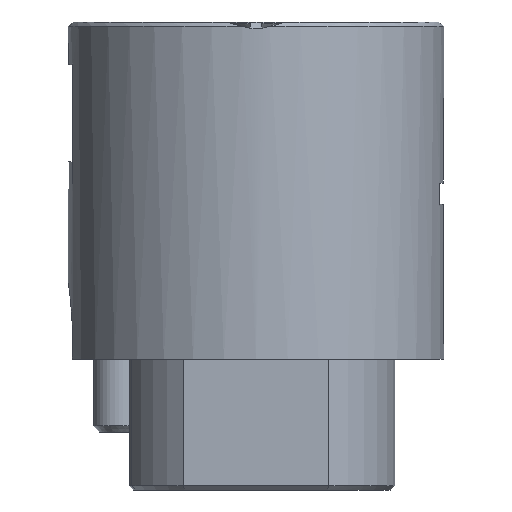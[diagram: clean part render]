
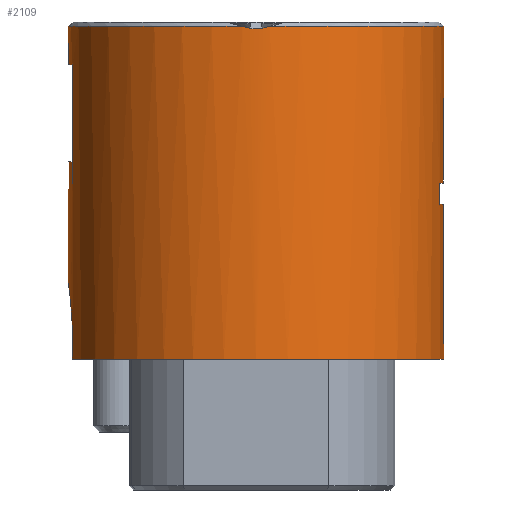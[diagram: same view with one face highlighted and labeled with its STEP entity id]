
A CAD part, left-side view. The second image highlights one B-rep face of the part: STEP entity #2109.
In plain terms, the highlighted cylindrical face has radius 11.113 mm (diameter 22.225 mm), a full revolution.
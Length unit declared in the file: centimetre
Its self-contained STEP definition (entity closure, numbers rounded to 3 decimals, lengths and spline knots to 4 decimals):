
#119=B_SPLINE_CURVE_WITH_KNOTS('',3,(#3336,#3337,#3338,#3339,#3340,#3341),
 .UNSPECIFIED.,.F.,.U.,(4,2,4),(1.438,1.5793,1.7206),
 .UNSPECIFIED.);
#122=B_SPLINE_CURVE_WITH_KNOTS('',3,(#3433,#3434,#3435,#3436,#3437,#3438),
 .UNSPECIFIED.,.F.,.U.,(4,2,4),(1.438,1.5793,1.7206),
 .UNSPECIFIED.);
#124=B_SPLINE_CURVE_WITH_KNOTS('',3,(#3556,#3557,#3558,#3559,#3560,#3561,
#3562,#3563,#3564,#3565,#3566,#3567,#3568,#3569,#3570,#3571,#3572,#3573,
#3574,#3575,#3576,#3577,#3578,#3579,#3580,#3581,#3582),.UNSPECIFIED.,.F.,
 .U.,(4,3,2,2,2,2,2,2,2,2,2,2,4),(-0.1209,0.,0.1367,
0.2734,0.364,0.4093,0.4545,0.4998,
0.5451,0.6357,0.7724,0.9091,
1.03),.UNSPECIFIED.);
#165=VECTOR('',#2541,1.);
#171=VECTOR('',#2559,1.);
#173=VECTOR('',#2570,1.);
#174=VECTOR('',#2571,1.);
#175=VECTOR('',#2574,1.);
#176=VECTOR('',#2575,1.);
#259=LINE('',#3485,#165);
#265=LINE('',#3505,#171);
#267=LINE('',#3586,#173);
#268=LINE('',#3587,#174);
#269=LINE('',#3590,#175);
#270=LINE('',#3592,#176);
#490=VERTEX_POINT('',#3246);
#491=VERTEX_POINT('',#3248);
#495=VERTEX_POINT('',#3266);
#496=VERTEX_POINT('',#3268);
#508=VERTEX_POINT('',#3342);
#509=VERTEX_POINT('',#3359);
#531=VERTEX_POINT('',#3468);
#532=VERTEX_POINT('',#3470);
#539=VERTEX_POINT('',#3486);
#540=VERTEX_POINT('',#3487);
#543=VERTEX_POINT('',#3495);
#546=VERTEX_POINT('',#3506);
#548=VERTEX_POINT('',#3554);
#549=VERTEX_POINT('',#3555);
#550=VERTEX_POINT('',#3585);
#551=VERTEX_POINT('',#3588);
#552=VERTEX_POINT('',#3591);
#553=VERTEX_POINT('',#3593);
#663=CIRCLE('',#3912,1.1113);
#664=CIRCLE('',#3914,1.1113);
#677=CIRCLE('',#3930,1.1113);
#695=CIRCLE('',#3966,1.1113);
#699=CIRCLE('',#3972,1.1113);
#703=CIRCLE('',#3982,1.1113);
#704=CIRCLE('',#3983,1.1113);
#705=CIRCLE('',#3984,1.1113);
#847=EDGE_CURVE('',#491,#490,#663,.T.);
#852=EDGE_CURVE('',#495,#496,#664,.T.);
#866=EDGE_CURVE('',#496,#508,#119,.T.);
#868=EDGE_CURVE('',#508,#509,#677,.T.);
#878=EDGE_CURVE('',#509,#495,#122,.T.);
#892=EDGE_CURVE('',#531,#532,#695,.T.);
#900=EDGE_CURVE('',#539,#540,#259,.T.);
#904=EDGE_CURVE('',#540,#543,#699,.T.);
#910=EDGE_CURVE('',#543,#546,#265,.T.);
#914=EDGE_CURVE('',#549,#548,#124,.T.);
#915=EDGE_CURVE('',#550,#546,#703,.T.);
#916=EDGE_CURVE('',#550,#491,#267,.T.);
#917=EDGE_CURVE('',#551,#490,#268,.T.);
#918=EDGE_CURVE('',#539,#551,#703,.T.);
#919=EDGE_CURVE('',#548,#549,#704,.T.);
#920=EDGE_CURVE('',#552,#532,#269,.T.);
#921=EDGE_CURVE('',#531,#553,#270,.T.);
#922=EDGE_CURVE('',#553,#552,#705,.T.);
#1300=ORIENTED_EDGE('',*,*,#910,.T.);
#1301=ORIENTED_EDGE('',*,*,#915,.F.);
#1302=ORIENTED_EDGE('',*,*,#916,.T.);
#1303=ORIENTED_EDGE('',*,*,#847,.T.);
#1304=ORIENTED_EDGE('',*,*,#917,.F.);
#1305=ORIENTED_EDGE('',*,*,#918,.F.);
#1306=ORIENTED_EDGE('',*,*,#900,.T.);
#1307=ORIENTED_EDGE('',*,*,#904,.T.);
#1308=ORIENTED_EDGE('',*,*,#852,.F.);
#1309=ORIENTED_EDGE('',*,*,#878,.F.);
#1310=ORIENTED_EDGE('',*,*,#868,.F.);
#1311=ORIENTED_EDGE('',*,*,#866,.F.);
#1312=ORIENTED_EDGE('',*,*,#914,.T.);
#1313=ORIENTED_EDGE('',*,*,#919,.T.);
#1314=ORIENTED_EDGE('',*,*,#920,.T.);
#1315=ORIENTED_EDGE('',*,*,#892,.F.);
#1316=ORIENTED_EDGE('',*,*,#921,.T.);
#1317=ORIENTED_EDGE('',*,*,#922,.T.);
#1700=EDGE_LOOP('',(#1300,#1301,#1302,#1303,#1304,#1305,#1306,#1307));
#1701=EDGE_LOOP('',(#1308,#1309,#1310,#1311));
#1702=EDGE_LOOP('',(#1312,#1313));
#1703=EDGE_LOOP('',(#1314,#1315,#1316,#1317));
#1933=FACE_BOUND('',#1700,.T.);
#1934=FACE_BOUND('',#1701,.T.);
#1935=FACE_BOUND('',#1702,.T.);
#1936=FACE_BOUND('',#1703,.T.);
#2109=ADVANCED_FACE('',(#1933,#1934,#1935,#1936),#2187,.T.);
#2187=CYLINDRICAL_SURFACE('',#3981,1.1113);
#2417=DIRECTION('',(0.,0.,-1.));
#2418=DIRECTION('',(1.111,0.,0.));
#2422=DIRECTION('',(0.,0.,1.));
#2423=DIRECTION('',(0.,-1.111,0.));
#2453=DIRECTION('',(0.,0.,1.));
#2454=DIRECTION('',(0.,1.111,0.));
#2528=DIRECTION('',(0.,0.,-1.));
#2529=DIRECTION('',(-1.111,0.,0.));
#2541=DIRECTION('',(0.,0.,1.));
#2546=DIRECTION('',(0.,0.,1.));
#2547=DIRECTION('',(-1.111,0.,0.));
#2559=DIRECTION('',(0.,0.,-1.));
#2566=DIRECTION('',(0.,0.,-1.));
#2567=DIRECTION('',(1.111,0.,0.));
#2568=DIRECTION('',(0.,0.,1.));
#2569=DIRECTION('',(1.111,0.,0.));
#2570=DIRECTION('',(0.,0.,1.));
#2571=DIRECTION('',(0.,0.,1.));
#2572=DIRECTION('',(0.,0.,1.));
#2573=DIRECTION('',(1.111,0.,0.));
#2574=DIRECTION('',(0.,0.,1.));
#2575=DIRECTION('',(0.,0.,-1.));
#2576=DIRECTION('',(0.,0.,-1.));
#2577=DIRECTION('',(1.111,0.,0.));
#3246=CARTESIAN_POINT('',(0.2286,1.0875,0.127));
#3247=CARTESIAN_POINT('',(0.,0.,0.127));
#3248=CARTESIAN_POINT('',(-0.2286,1.0875,0.127));
#3266=CARTESIAN_POINT('',(-1.1083,-0.0803,0.9271));
#3267=CARTESIAN_POINT('',(0.,0.,0.9271));
#3268=CARTESIAN_POINT('',(1.1083,-0.0803,0.9271));
#3336=CARTESIAN_POINT('',(1.1029,-0.1363,0.9532));
#3337=CARTESIAN_POINT('',(1.1082,-0.0931,0.929));
#3338=CARTESIAN_POINT('',(1.1113,-0.0471,0.9121));
#3339=CARTESIAN_POINT('',(1.1113,0.0471,0.9121));
#3340=CARTESIAN_POINT('',(1.1082,0.0931,0.929));
#3341=CARTESIAN_POINT('',(1.1029,0.1363,0.9532));
#3342=CARTESIAN_POINT('',(1.1083,0.0803,0.9271));
#3358=CARTESIAN_POINT('',(0.,0.,0.9271));
#3359=CARTESIAN_POINT('',(-1.1083,0.0803,0.9271));
#3433=CARTESIAN_POINT('',(-1.1029,0.1363,0.9532));
#3434=CARTESIAN_POINT('',(-1.1082,0.0931,0.929));
#3435=CARTESIAN_POINT('',(-1.1113,0.0471,0.9121));
#3436=CARTESIAN_POINT('',(-1.1113,-0.0471,0.9121));
#3437=CARTESIAN_POINT('',(-1.1082,-0.0931,0.929));
#3438=CARTESIAN_POINT('',(-1.1029,-0.1363,0.9532));
#3468=CARTESIAN_POINT('',(0.2399,-1.0851,0.));
#3469=CARTESIAN_POINT('',(0.,0.,0.));
#3470=CARTESIAN_POINT('',(-0.2377,-1.0855,0.));
#3485=CARTESIAN_POINT('',(0.24,1.085,0.3493));
#3486=CARTESIAN_POINT('',(0.24,1.085,0.));
#3487=CARTESIAN_POINT('',(0.24,1.085,0.6985));
#3494=CARTESIAN_POINT('',(0.,0.,0.6985));
#3495=CARTESIAN_POINT('',(-0.24,1.085,0.6985));
#3505=CARTESIAN_POINT('',(-0.24,1.085,0.3493));
#3506=CARTESIAN_POINT('',(-0.24,1.085,0.));
#3554=CARTESIAN_POINT('',(-0.226,1.088,-1.0414));
#3555=CARTESIAN_POINT('',(0.226,1.088,-1.0414));
#3556=CARTESIAN_POINT('',(0.2203,1.0892,-1.0611));
#3557=CARTESIAN_POINT('',(0.2333,1.0866,-1.0203));
#3558=CARTESIAN_POINT('',(0.2388,1.0853,-0.9765));
#3559=CARTESIAN_POINT('',(0.2388,1.0853,-0.9362));
#3560=CARTESIAN_POINT('',(0.2388,1.0853,-0.8907));
#3561=CARTESIAN_POINT('',(0.2319,1.0869,-0.8415));
#3562=CARTESIAN_POINT('',(0.2035,1.0925,-0.748));
#3563=CARTESIAN_POINT('',(0.1822,1.0966,-0.7037));
#3564=CARTESIAN_POINT('',(0.1369,1.1029,-0.6433));
#3565=CARTESIAN_POINT('',(0.1138,1.1057,-0.6199));
#3566=CARTESIAN_POINT('',(0.0738,1.1089,-0.5949));
#3567=CARTESIAN_POINT('',(0.0596,1.1097,-0.5882));
#3568=CARTESIAN_POINT('',(0.0302,1.1109,-0.5792));
#3569=CARTESIAN_POINT('',(0.0151,1.1113,-0.5768));
#3570=CARTESIAN_POINT('',(-0.0151,1.1113,-0.5768));
#3571=CARTESIAN_POINT('',(-0.0302,1.1109,-0.5792));
#3572=CARTESIAN_POINT('',(-0.0596,1.1097,-0.5882));
#3573=CARTESIAN_POINT('',(-0.0738,1.1089,-0.5949));
#3574=CARTESIAN_POINT('',(-0.1138,1.1057,-0.6199));
#3575=CARTESIAN_POINT('',(-0.1369,1.1029,-0.6433));
#3576=CARTESIAN_POINT('',(-0.1822,1.0966,-0.7037));
#3577=CARTESIAN_POINT('',(-0.2035,1.0925,-0.748));
#3578=CARTESIAN_POINT('',(-0.2319,1.0869,-0.8415));
#3579=CARTESIAN_POINT('',(-0.2388,1.0853,-0.8907));
#3580=CARTESIAN_POINT('',(-0.2388,1.0853,-0.9765));
#3581=CARTESIAN_POINT('',(-0.2333,1.0866,-1.0203));
#3582=CARTESIAN_POINT('',(-0.2203,1.0892,-1.0611));
#3583=CARTESIAN_POINT('',(0.,0.,0.));
#3584=CARTESIAN_POINT('',(0.,0.,0.));
#3585=CARTESIAN_POINT('',(-0.2286,1.0875,0.));
#3586=CARTESIAN_POINT('',(-0.2286,1.0875,0.));
#3587=CARTESIAN_POINT('',(0.2286,1.0875,0.));
#3588=CARTESIAN_POINT('',(0.2286,1.0875,0.));
#3589=CARTESIAN_POINT('',(0.,0.,-1.0414));
#3590=CARTESIAN_POINT('',(-0.2377,-1.0855,0.));
#3591=CARTESIAN_POINT('',(-0.2377,-1.0855,-0.127));
#3592=CARTESIAN_POINT('',(0.2399,-1.0851,0.));
#3593=CARTESIAN_POINT('',(0.2399,-1.0851,-0.127));
#3594=CARTESIAN_POINT('',(0.,0.,-0.127));
#3912=AXIS2_PLACEMENT_3D('',#3247,#2417,#2418);
#3914=AXIS2_PLACEMENT_3D('',#3267,#2422,#2423);
#3930=AXIS2_PLACEMENT_3D('',#3358,#2453,#2454);
#3966=AXIS2_PLACEMENT_3D('',#3469,#2528,#2529);
#3972=AXIS2_PLACEMENT_3D('',#3494,#2546,#2547);
#3981=AXIS2_PLACEMENT_3D('',#3583,#2566,#2567);
#3982=AXIS2_PLACEMENT_3D('',#3584,#2568,#2569);
#3983=AXIS2_PLACEMENT_3D('',#3589,#2572,#2573);
#3984=AXIS2_PLACEMENT_3D('',#3594,#2576,#2577);
